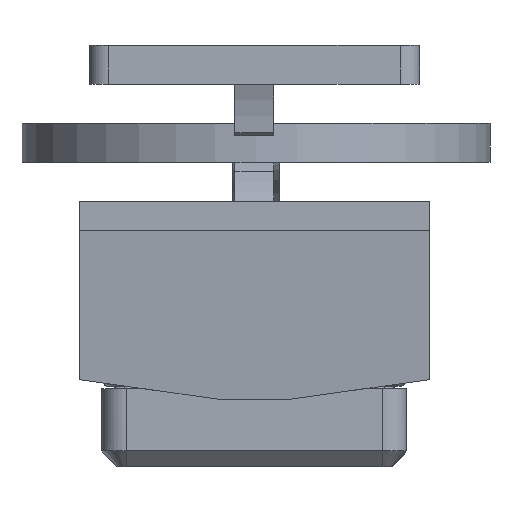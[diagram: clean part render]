
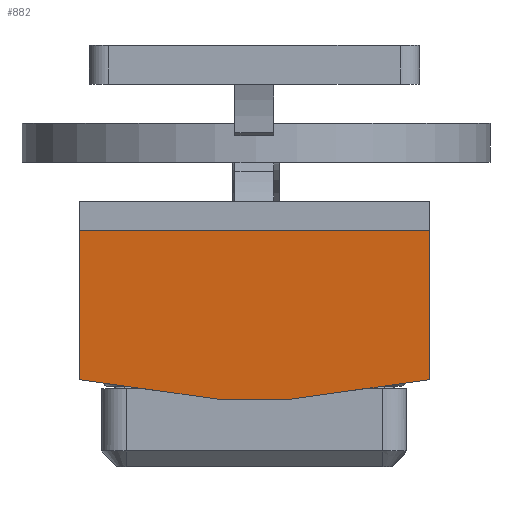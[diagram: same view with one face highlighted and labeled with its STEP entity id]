
A CAD part, front view. The second image highlights one B-rep face of the part: STEP entity #882.
In plain terms, the highlighted planar face has unit normal (0, -0.998, -0.069).
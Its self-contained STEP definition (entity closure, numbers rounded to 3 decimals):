
#853=AXIS2_PLACEMENT_3D('Plane Axis2P3D',#850,#851,#852) ;
#171=CARTESIAN_POINT('Vertex',(20.89,0.,12.1)) ;
#174=CARTESIAN_POINT('Line Origine',(20.89,0.262,8.279)) ;
#178=CARTESIAN_POINT('Vertex',(20.89,0.525,4.458)) ;
#271=CARTESIAN_POINT('Vertex',(2.94,0.525,4.458)) ;
#274=CARTESIAN_POINT('Line Origine',(2.94,0.262,8.279)) ;
#278=CARTESIAN_POINT('Vertex',(2.94,0.,12.1)) ;
#318=CARTESIAN_POINT('Line Origine',(11.915,0.,12.1)) ;
#850=CARTESIAN_POINT('Axis2P3D Location',(11.915,0.625,3.)) ;
#855=CARTESIAN_POINT('Line Origine',(6.528,0.559,3.954)) ;
#859=CARTESIAN_POINT('Vertex',(10.115,0.594,3.45)) ;
#862=CARTESIAN_POINT('Line Origine',(11.915,0.594,3.45)) ;
#866=CARTESIAN_POINT('Vertex',(13.715,0.594,3.45)) ;
#869=CARTESIAN_POINT('Line Origine',(17.303,0.559,3.954)) ;
#175=DIRECTION('Vector Direction',(0.,-0.069,0.998)) ;
#275=DIRECTION('Vector Direction',(0.,-0.069,0.998)) ;
#319=DIRECTION('Vector Direction',(-1.,0.,0.)) ;
#851=DIRECTION('Axis2P3D Direction',(-0.,-0.998,-0.069)) ;
#852=DIRECTION('Axis2P3D XDirection',(0.,-0.069,0.998)) ;
#856=DIRECTION('Vector Direction',(0.99,0.01,-0.139)) ;
#863=DIRECTION('Vector Direction',(1.,0.,0.)) ;
#870=DIRECTION('Vector Direction',(0.99,-0.01,0.139)) ;
#176=VECTOR('Line Direction',#175,1.) ;
#276=VECTOR('Line Direction',#275,1.) ;
#320=VECTOR('Line Direction',#319,1.) ;
#857=VECTOR('Line Direction',#856,1.) ;
#864=VECTOR('Line Direction',#863,1.) ;
#871=VECTOR('Line Direction',#870,1.) ;
#875=ORIENTED_EDGE('',*,*,#180,.T.) ;
#876=ORIENTED_EDGE('',*,*,#322,.T.) ;
#877=ORIENTED_EDGE('',*,*,#280,.F.) ;
#878=ORIENTED_EDGE('',*,*,#861,.T.) ;
#879=ORIENTED_EDGE('',*,*,#868,.T.) ;
#880=ORIENTED_EDGE('',*,*,#873,.T.) ;
#882=ADVANCED_FACE('Hauptk\X2\00F6\X0\rper',(#881),#854,.T.) ;
#180=EDGE_CURVE('',#179,#172,#177,.T.) ;
#280=EDGE_CURVE('',#272,#279,#277,.T.) ;
#322=EDGE_CURVE('',#172,#279,#321,.T.) ;
#861=EDGE_CURVE('',#272,#860,#858,.T.) ;
#868=EDGE_CURVE('',#860,#867,#865,.T.) ;
#873=EDGE_CURVE('',#867,#179,#872,.T.) ;
#874=EDGE_LOOP('',(#875,#876,#877,#878,#879,#880)) ;
#881=FACE_OUTER_BOUND('',#874,.T.) ;
#177=LINE('Line',#174,#176) ;
#277=LINE('Line',#274,#276) ;
#321=LINE('Line',#318,#320) ;
#858=LINE('Line',#855,#857) ;
#865=LINE('Line',#862,#864) ;
#872=LINE('Line',#869,#871) ;
#854=PLANE('',#853) ;
#172=VERTEX_POINT('',#171) ;
#179=VERTEX_POINT('',#178) ;
#272=VERTEX_POINT('',#271) ;
#279=VERTEX_POINT('',#278) ;
#860=VERTEX_POINT('',#859) ;
#867=VERTEX_POINT('',#866) ;
